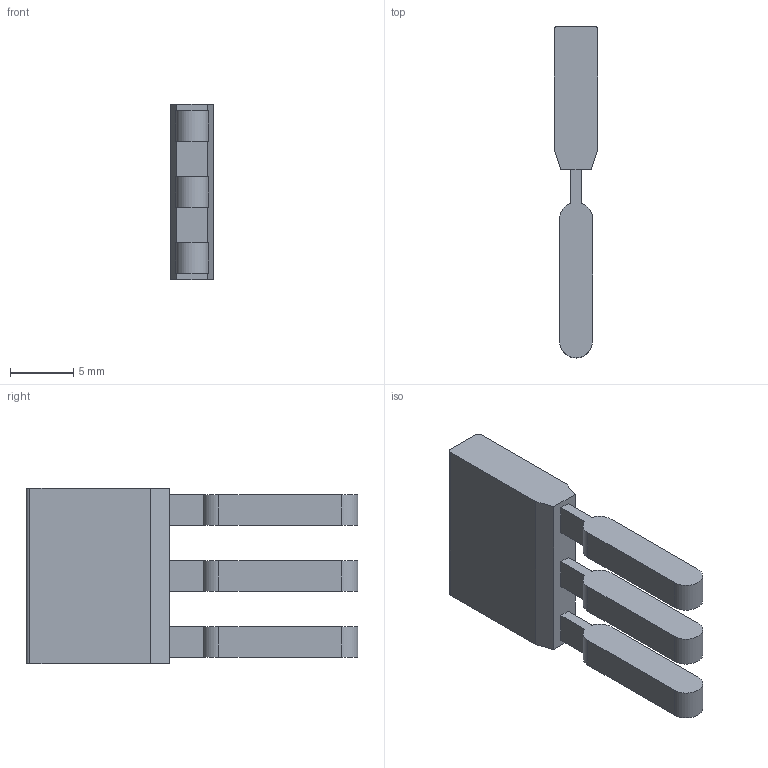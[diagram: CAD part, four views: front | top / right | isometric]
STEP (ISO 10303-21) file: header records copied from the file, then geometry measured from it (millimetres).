
FILE_DESCRIPTION (( 'STEP AP214' ), '1' );
FILE_NAME ('UK 2,5-3.STP', '2013-11-14T14:37:56', ( 'arge' ), ( 'Microsoft' ), 'SwSTEP 2.0', 'SolidWorks 2013', '' );
FILE_SCHEMA (( 'AUTOMOTIVE_DESIGN' ));
Length unit declared in the file: millimetre
Products named in the file (1): UK 2,5-3
Bounding box: 3.4 x 26.15 x 13.8 mm (x, y, z)
Volume: 752.9 mm3; surface area: 884.9 mm2
Topology: 1 solids, 1 shells, 40 faces, 105 edges, 70 vertices
Faces by surface type: plane 26, cylinder 14
Entity records: 1711 total; most frequent: CARTESIAN_POINT 216, DIRECTION 215, ORIENTED_EDGE 210, EDGE_CURVE 105, LINE 77, VECTOR 77, VERTEX_POINT 70, AXIS2_PLACEMENT_3D 69
